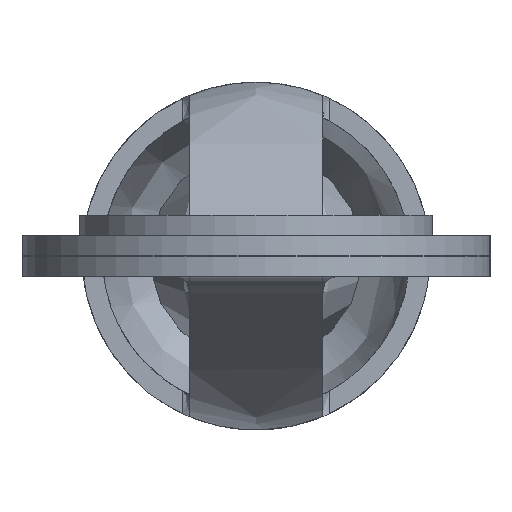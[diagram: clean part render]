
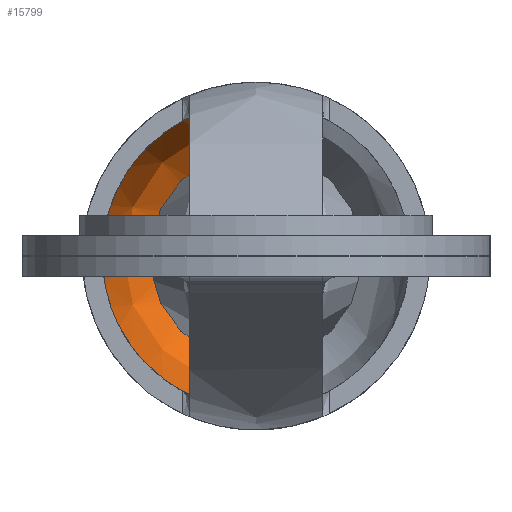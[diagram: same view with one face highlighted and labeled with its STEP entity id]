
A CAD part, left-side view. The second image highlights one B-rep face of the part: STEP entity #15799.
In plain terms, the highlighted free-form (B-spline) face has degree [2, 2] with [5, 7] control points.
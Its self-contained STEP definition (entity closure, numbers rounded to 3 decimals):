
#15040=CARTESIAN_POINT('',(-182.9,0.,1.4));
#15041=VERTEX_POINT('',#15040);
#15055=CARTESIAN_POINT('',(-182.9,0.,-1.4));
#15056=VERTEX_POINT('',#15055);
#15057=CARTESIAN_POINT('',(-182.9,0.,1.4));
#15058=CARTESIAN_POINT('',(-182.9,0.063,1.4));
#15059=CARTESIAN_POINT('',(-182.9,0.126,1.394));
#15060=CARTESIAN_POINT('',(-182.9,1.4,1.28));
#15061=CARTESIAN_POINT('',(-182.9,1.4,0.));
#15062=CARTESIAN_POINT('',(-182.9,1.4,-1.28));
#15063=CARTESIAN_POINT('',(-182.9,0.126,-1.394));
#15064=CARTESIAN_POINT('',(-182.9,0.063,-1.4));
#15065=CARTESIAN_POINT('',(-182.9,0.,-1.4));
#15073=(BOUNDED_CURVE()B_SPLINE_CURVE(2,(#15057,#15058,#15059,#15060,#15061,#15062,#15063,#15064,#15065),.UNSPECIFIED.,.F.,.U.)B_SPLINE_CURVE_WITH_KNOTS((3,2,2,2,3),(0.234,0.25,0.5,0.75,0.766),.UNSPECIFIED.)CURVE()GEOMETRIC_REPRESENTATION_ITEM()RATIONAL_B_SPLINE_CURVE((0.968,0.983,1.0,0.738,1.0,0.738,1.0,0.983,0.968))REPRESENTATION_ITEM(''));
#15074=EDGE_CURVE('',#15041,#15056,#15073,.T.);
#15610=CARTESIAN_POINT('',(-184.57,0.,2.3));
#15611=VERTEX_POINT('',#15610);
#15625=CARTESIAN_POINT('',(-184.57,0.,2.3));
#15626=CARTESIAN_POINT('',(-183.98,0.,2.3));
#15627=CARTESIAN_POINT('',(-183.485,0.,1.98));
#15628=CARTESIAN_POINT('',(-183.131,0.,1.751));
#15629=CARTESIAN_POINT('',(-182.9,0.,1.4));
#15637=(BOUNDED_CURVE()B_SPLINE_CURVE(2,(#15625,#15626,#15627,#15628,#15629),.UNSPECIFIED.,.F.,.U.)B_SPLINE_CURVE_WITH_KNOTS((3,2,3),(0.5,0.667,0.788),.UNSPECIFIED.)CURVE()GEOMETRIC_REPRESENTATION_ITEM()RATIONAL_B_SPLINE_CURVE((0.92,0.92,1.0,0.942,0.926))REPRESENTATION_ITEM(''));
#15638=EDGE_CURVE('',#15611,#15041,#15637,.T.);
#15672=CARTESIAN_POINT('',(-184.57,0.,-2.3));
#15673=VERTEX_POINT('',#15672);
#15674=CARTESIAN_POINT('',(-184.57,0.,-2.3));
#15675=CARTESIAN_POINT('',(-183.98,0.,-2.3));
#15676=CARTESIAN_POINT('',(-183.485,0.,-1.98));
#15677=CARTESIAN_POINT('',(-183.131,0.,-1.751));
#15678=CARTESIAN_POINT('',(-182.9,0.,-1.4));
#15686=(BOUNDED_CURVE()B_SPLINE_CURVE(2,(#15674,#15675,#15676,#15677,#15678),.UNSPECIFIED.,.F.,.U.)B_SPLINE_CURVE_WITH_KNOTS((3,2,3),(0.5,0.667,0.788),.UNSPECIFIED.)CURVE()GEOMETRIC_REPRESENTATION_ITEM()RATIONAL_B_SPLINE_CURVE((0.92,0.92,1.0,0.942,0.926))REPRESENTATION_ITEM(''));
#15687=EDGE_CURVE('',#15673,#15056,#15686,.T.);
#15732=CARTESIAN_POINT('',(-184.672,-0.064,2.297));
#15733=CARTESIAN_POINT('',(-184.027,-0.065,2.33));
#15734=CARTESIAN_POINT('',(-183.485,-0.055,1.98));
#15735=CARTESIAN_POINT('',(-183.087,-0.048,1.722));
#15736=CARTESIAN_POINT('',(-182.846,-0.037,1.314));
#15737=CARTESIAN_POINT('',(-184.672,-0.032,2.297));
#15738=CARTESIAN_POINT('',(-184.027,-0.033,2.33));
#15739=CARTESIAN_POINT('',(-183.485,-0.028,1.98));
#15740=CARTESIAN_POINT('',(-183.087,-0.024,1.722));
#15741=CARTESIAN_POINT('',(-182.846,-0.018,1.314));
#15742=CARTESIAN_POINT('',(-184.672,2.297,2.297));
#15743=CARTESIAN_POINT('',(-184.027,2.33,2.33));
#15744=CARTESIAN_POINT('',(-183.485,1.98,1.98));
#15745=CARTESIAN_POINT('',(-183.087,1.722,1.722));
#15746=CARTESIAN_POINT('',(-182.846,1.314,1.314));
#15747=CARTESIAN_POINT('',(-184.672,2.297,0.0));
#15748=CARTESIAN_POINT('',(-184.027,2.33,0.0));
#15749=CARTESIAN_POINT('',(-183.485,1.98,0.0));
#15750=CARTESIAN_POINT('',(-183.087,1.722,0.0));
#15751=CARTESIAN_POINT('',(-182.846,1.314,0.0));
#15752=CARTESIAN_POINT('',(-184.672,2.297,-2.297));
#15753=CARTESIAN_POINT('',(-184.027,2.33,-2.33));
#15754=CARTESIAN_POINT('',(-183.485,1.98,-1.98));
#15755=CARTESIAN_POINT('',(-183.087,1.722,-1.722));
#15756=CARTESIAN_POINT('',(-182.846,1.314,-1.314));
#15757=CARTESIAN_POINT('',(-184.672,-0.032,-2.297));
#15758=CARTESIAN_POINT('',(-184.027,-0.033,-2.33));
#15759=CARTESIAN_POINT('',(-183.485,-0.028,-1.98));
#15760=CARTESIAN_POINT('',(-183.087,-0.024,-1.722));
#15761=CARTESIAN_POINT('',(-182.846,-0.018,-1.314));
#15762=CARTESIAN_POINT('',(-184.672,-0.064,-2.297));
#15763=CARTESIAN_POINT('',(-184.027,-0.065,-2.33));
#15764=CARTESIAN_POINT('',(-183.485,-0.055,-1.98));
#15765=CARTESIAN_POINT('',(-183.087,-0.048,-1.722));
#15766=CARTESIAN_POINT('',(-182.846,-0.037,-1.314));
#15774=(BOUNDED_SURFACE()B_SPLINE_SURFACE(2,2,((#15732,#15737,#15742,#15747,#15752,#15757,#15762),(#15733,#15738,#15743,#15748,#15753,#15758,#15763),(#15734,#15739,#15744,#15749,#15754,#15759,#15764),(#15735,#15740,#15745,#15750,#15755,#15760,#15765),(#15736,#15741,#15746,#15751,#15756,#15761,#15766)),.UNSPECIFIED.,.F.,.F.,.U.)B_SPLINE_SURFACE_WITH_KNOTS((3,2,3),(3,1,2,1,3),(0.0,1.281,2.244),(0.0,0.076,3.883,7.689,7.765),.UNSPECIFIED.)GEOMETRIC_REPRESENTATION_ITEM()RATIONAL_B_SPLINE_SURFACE(((0.931,0.926,0.651,0.921,0.651,0.926,0.931),(0.924,0.918,0.646,0.913,0.646,0.918,0.924),(1.012,1.006,0.707,1.0,0.707,1.006,1.012),(0.946,0.94,0.661,0.935,0.661,0.94,0.946),(0.933,0.928,0.652,0.923,0.652,0.928,0.933)))REPRESENTATION_ITEM('')SURFACE());
#15775=ORIENTED_EDGE('',*,*,#15074,.F.);
#15776=ORIENTED_EDGE('',*,*,#15638,.F.);
#15777=CARTESIAN_POINT('',(-184.57,0.,2.3));
#15778=CARTESIAN_POINT('',(-184.57,0.063,2.3));
#15779=CARTESIAN_POINT('',(-184.57,0.125,2.297));
#15780=CARTESIAN_POINT('',(-184.57,2.3,2.178));
#15781=CARTESIAN_POINT('',(-184.57,2.3,0.));
#15782=CARTESIAN_POINT('',(-184.57,2.3,-2.178));
#15783=CARTESIAN_POINT('',(-184.57,0.125,-2.297));
#15784=CARTESIAN_POINT('',(-184.57,0.063,-2.3));
#15785=CARTESIAN_POINT('',(-184.57,0.,-2.3));
#15793=(BOUNDED_CURVE()B_SPLINE_CURVE(2,(#15777,#15778,#15779,#15780,#15781,#15782,#15783,#15784,#15785),.UNSPECIFIED.,.F.,.U.)B_SPLINE_CURVE_WITH_KNOTS((3,2,2,2,3),(0.24,0.25,0.5,0.75,0.76),.UNSPECIFIED.)CURVE()GEOMETRIC_REPRESENTATION_ITEM()RATIONAL_B_SPLINE_CURVE((0.979,0.989,1.0,0.726,1.0,0.726,1.0,0.989,0.979))REPRESENTATION_ITEM(''));
#15794=EDGE_CURVE('',#15611,#15673,#15793,.T.);
#15795=ORIENTED_EDGE('',*,*,#15794,.T.);
#15796=ORIENTED_EDGE('',*,*,#15687,.T.);
#15797=EDGE_LOOP('',(#15775,#15776,#15795,#15796));
#15798=FACE_OUTER_BOUND('',#15797,.T.);
#15799=ADVANCED_FACE('',(#15798),#15774,.F.);
